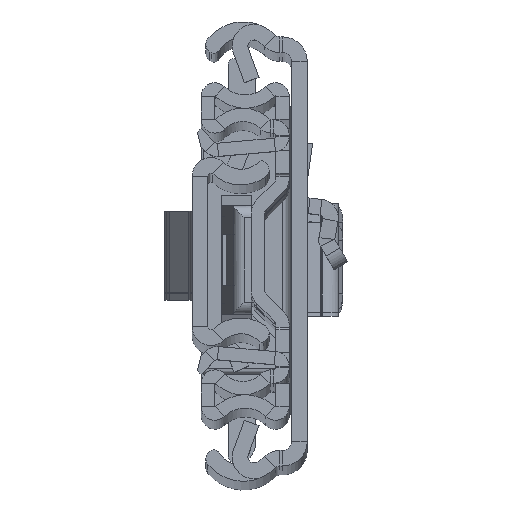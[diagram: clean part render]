
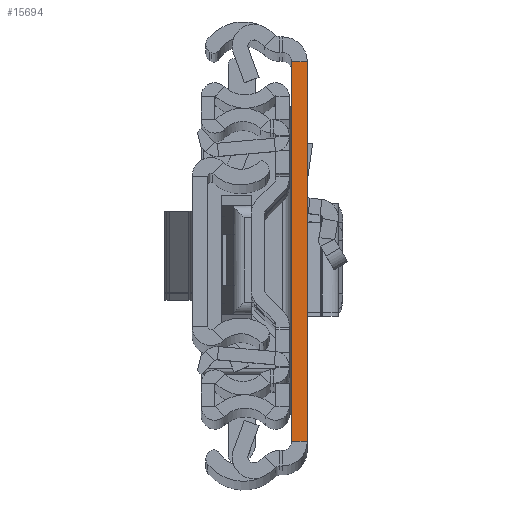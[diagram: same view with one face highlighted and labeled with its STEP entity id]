
A CAD part, top view. The second image highlights one B-rep face of the part: STEP entity #15694.
In plain terms, the highlighted planar face has unit normal (0, 0, 1).
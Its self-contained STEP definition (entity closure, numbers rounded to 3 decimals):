
#275 = VERTEX_POINT ( 'NONE', #12198 ) ;
#1405 = DIRECTION ( 'NONE',  ( 0., 1., 0. ) ) ;
#2167 = VERTEX_POINT ( 'NONE', #15757 ) ;
#2306 = CARTESIAN_POINT ( 'NONE',  ( 2.6, 31.5, 0. ) ) ;
#2310 = VERTEX_POINT ( 'NONE', #2306 ) ;
#2497 = VECTOR ( 'NONE', #9910, 1000. ) ;
#2591 = ORIENTED_EDGE ( 'NONE', *, *, #15479, .F. ) ;
#3007 = CARTESIAN_POINT ( 'NONE',  ( 2.6, -31.5, 0. ) ) ;
#3878 = LINE ( 'NONE', #5535, #2497 ) ;
#4865 = VECTOR ( 'NONE', #12027, 1000. ) ;
#5535 = CARTESIAN_POINT ( 'NONE',  ( 2.6, -31.5, 0. ) ) ;
#6050 = CARTESIAN_POINT ( 'NONE',  ( 0., -31.5, 0. ) ) ;
#8384 = EDGE_CURVE ( 'NONE', #275, #16698, #16366, .T. ) ;
#8526 = EDGE_LOOP ( 'NONE', ( #9779, #2591, #19366, #9927 ) ) ;
#8849 = EDGE_CURVE ( 'NONE', #2167, #2310, #18069, .T. ) ;
#8988 = CARTESIAN_POINT ( 'NONE',  ( 2.6, -31.5, 0. ) ) ;
#9426 = LINE ( 'NONE', #6050, #14016 ) ;
#9587 = VECTOR ( 'NONE', #10360, 1000. ) ;
#9779 = ORIENTED_EDGE ( 'NONE', *, *, #8849, .F. ) ;
#9910 = DIRECTION ( 'NONE',  ( 0., 1., 0. ) ) ;
#9927 = ORIENTED_EDGE ( 'NONE', *, *, #16396, .T. ) ;
#10360 = DIRECTION ( 'NONE',  ( 1., 0., 0. ) ) ;
#10470 = PLANE ( 'NONE',  #18240 ) ;
#12027 = DIRECTION ( 'NONE',  ( 1., 0., 0. ) ) ;
#12198 = CARTESIAN_POINT ( 'NONE',  ( 0., -31.5, 0. ) ) ;
#12225 = CARTESIAN_POINT ( 'NONE',  ( 2.6, 31.5, 0. ) ) ;
#13517 = DIRECTION ( 'NONE',  ( 0., 1., 0. ) ) ;
#14016 = VECTOR ( 'NONE', #1405, 1000. ) ;
#14786 = CARTESIAN_POINT ( 'NONE',  ( 2.6, -31.5, 0. ) ) ;
#14998 = DIRECTION ( 'NONE',  ( 0., 0., -1. ) ) ;
#15479 = EDGE_CURVE ( 'NONE', #275, #2167, #9426, .T. ) ;
#15694 = ADVANCED_FACE ( 'NONE', ( #17979 ), #10470, .F. ) ;
#15757 = CARTESIAN_POINT ( 'NONE',  ( 0., 31.5, 0. ) ) ;
#16366 = LINE ( 'NONE', #14786, #9587 ) ;
#16396 = EDGE_CURVE ( 'NONE', #16698, #2310, #3878, .T. ) ;
#16698 = VERTEX_POINT ( 'NONE', #3007 ) ;
#17979 = FACE_OUTER_BOUND ( 'NONE', #8526, .T. ) ;
#18069 = LINE ( 'NONE', #12225, #4865 ) ;
#18240 = AXIS2_PLACEMENT_3D ( 'NONE', #8988, #14998, #13517 ) ;
#19366 = ORIENTED_EDGE ( 'NONE', *, *, #8384, .T. ) ;
